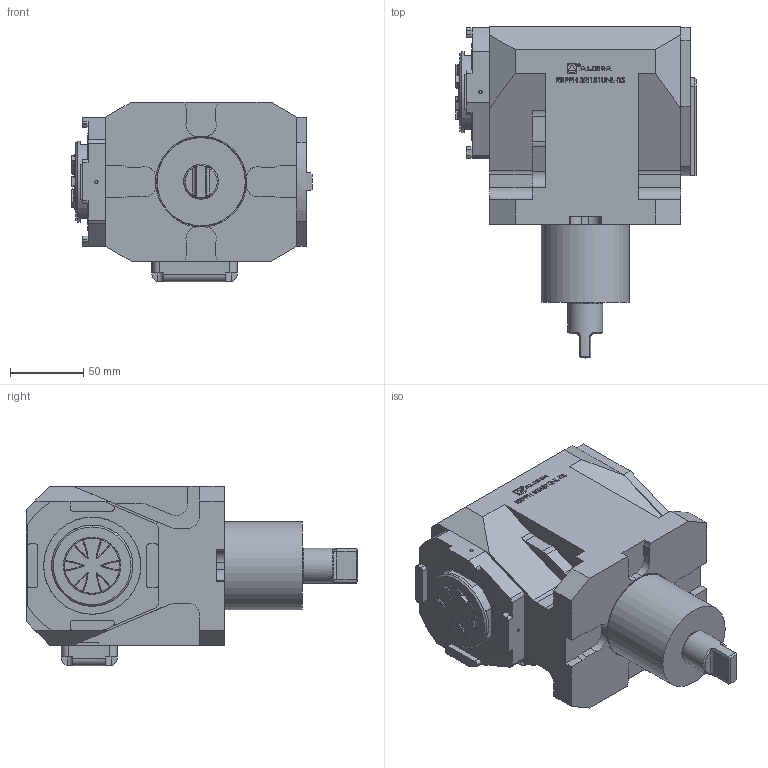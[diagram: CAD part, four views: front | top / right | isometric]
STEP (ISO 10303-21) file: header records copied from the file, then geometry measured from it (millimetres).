
FILE_DESCRIPTION (( 'STEP AP214' ), '1' );
FILE_NAME ('RRPPH32I131UNL-ITS.STEP', '2024-06-21T15:52:43', ( '' ), ( '' ), 'SwSTEP 2.0', 'SolidWorks 2023', '' );
FILE_SCHEMA (( 'AUTOMOTIVE_DESIGN' ));
Length unit declared in the file: millimetre
Products named in the file (1): RRPPH32I131UNL-ITS
Bounding box: 163.48 x 225.8 x 122 mm (x, y, z)
Volume: 1997442.8 mm3; surface area: 119385.3 mm2
Topology: 1 solids, 1 shells, 634 faces, 1723 edges, 1147 vertices
Faces by surface type: plane 403, bspline 111, cylinder 108, cone 10, torus 2
Full cylindrical faces by diameter (mm): 1.7 x1, 2.1 x1, 6.366 x1, 23.7 x1, 37.5 x1, 55.3 x1, 60 x1
Entity records: 28697 total; most frequent: CARTESIAN_POINT 9776, ORIENTED_EDGE 3398, DIRECTION 2770, EDGE_CURVE 1699, VECTOR 1146, LINE 1146, VERTEX_POINT 1138, AXIS2_PLACEMENT_3D 812
